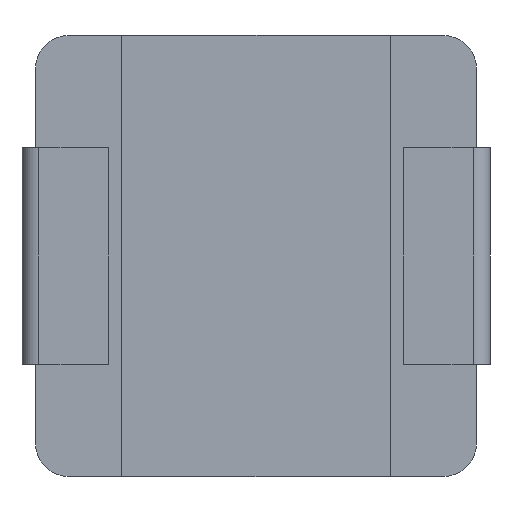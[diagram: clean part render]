
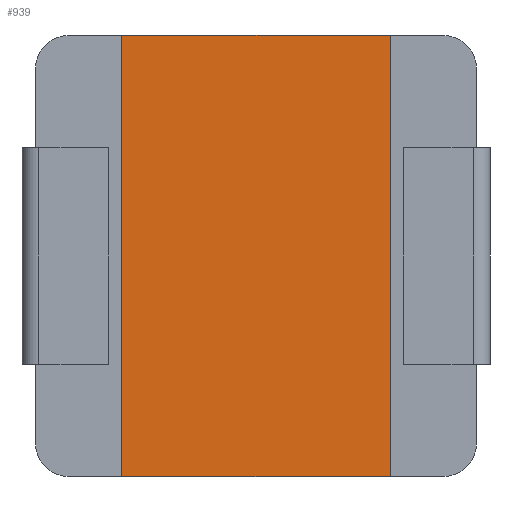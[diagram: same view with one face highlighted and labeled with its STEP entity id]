
A CAD part, front view. The second image highlights one B-rep face of the part: STEP entity #939.
In plain terms, the highlighted planar face has unit normal (0, -1, 0).
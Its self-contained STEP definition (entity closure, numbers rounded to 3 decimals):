
#39 = ORIENTED_EDGE ( 'NONE', *, *, #695, .F. ) ;
#40 = VERTEX_POINT ( 'NONE', #266 ) ;
#52 = DIRECTION ( 'NONE',  ( 1., 0., 0. ) ) ;
#58 = PLANE ( 'NONE',  #745 ) ;
#126 = EDGE_CURVE ( 'NONE', #40, #321, #1035, .T. ) ;
#151 = CARTESIAN_POINT ( 'NONE',  ( 0., 0.2, 0. ) ) ;
#260 = VERTEX_POINT ( 'NONE', #577 ) ;
#266 = CARTESIAN_POINT ( 'NONE',  ( 1.965, 0.2, -3.235 ) ) ;
#278 = EDGE_LOOP ( 'NONE', ( #1052, #39, #565, #352 ) ) ;
#279 = VECTOR ( 'NONE', #926, 1000. ) ;
#310 = LINE ( 'NONE', #961, #555 ) ;
#321 = VERTEX_POINT ( 'NONE', #936 ) ;
#352 = ORIENTED_EDGE ( 'NONE', *, *, #126, .T. ) ;
#356 = LINE ( 'NONE', #921, #279 ) ;
#393 = DIRECTION ( 'NONE',  ( 0., 1., 0. ) ) ;
#419 = LINE ( 'NONE', #675, #1071 ) ;
#447 = CARTESIAN_POINT ( 'NONE',  ( -1.965, 0.2, -3.235 ) ) ;
#507 = VECTOR ( 'NONE', #955, 1000. ) ;
#555 = VECTOR ( 'NONE', #52, 1000. ) ;
#565 = ORIENTED_EDGE ( 'NONE', *, *, #931, .T. ) ;
#577 = CARTESIAN_POINT ( 'NONE',  ( -1.965, 0.2, 3.235 ) ) ;
#675 = CARTESIAN_POINT ( 'NONE',  ( -1.965, 0.2, -3.235 ) ) ;
#695 = EDGE_CURVE ( 'NONE', #807, #260, #419, .T. ) ;
#721 = EDGE_CURVE ( 'NONE', #321, #260, #356, .T. ) ;
#727 = DIRECTION ( 'NONE',  ( 0., 0., 1. ) ) ;
#745 = AXIS2_PLACEMENT_3D ( 'NONE', #151, #393, #727 ) ;
#770 = CARTESIAN_POINT ( 'NONE',  ( 1.965, 0.2, -3.235 ) ) ;
#807 = VERTEX_POINT ( 'NONE', #447 ) ;
#893 = FACE_OUTER_BOUND ( 'NONE', #278, .T. ) ;
#921 = CARTESIAN_POINT ( 'NONE',  ( -2.735, 0.2, 3.235 ) ) ;
#926 = DIRECTION ( 'NONE',  ( -1., 0., 0. ) ) ;
#931 = EDGE_CURVE ( 'NONE', #807, #40, #310, .T. ) ;
#936 = CARTESIAN_POINT ( 'NONE',  ( 1.965, 0.2, 3.235 ) ) ;
#939 = ADVANCED_FACE ( 'NONE', ( #893 ), #58, .F. ) ;
#955 = DIRECTION ( 'NONE',  ( 0., 0., 1. ) ) ;
#961 = CARTESIAN_POINT ( 'NONE',  ( -2.735, 0.2, -3.235 ) ) ;
#1013 = DIRECTION ( 'NONE',  ( 0., 0., 1. ) ) ;
#1035 = LINE ( 'NONE', #770, #507 ) ;
#1052 = ORIENTED_EDGE ( 'NONE', *, *, #721, .T. ) ;
#1071 = VECTOR ( 'NONE', #1013, 1000. ) ;
